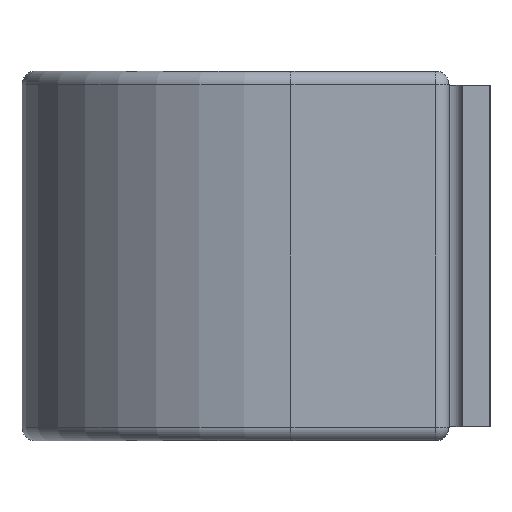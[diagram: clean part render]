
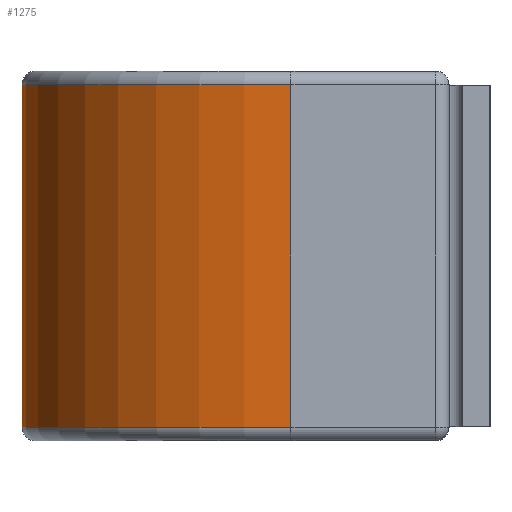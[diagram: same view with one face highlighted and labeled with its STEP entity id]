
A CAD part, left-side view. The second image highlights one B-rep face of the part: STEP entity #1275.
In plain terms, the highlighted cylindrical face has radius 15.011 mm (diameter 30.023 mm), a partial arc.
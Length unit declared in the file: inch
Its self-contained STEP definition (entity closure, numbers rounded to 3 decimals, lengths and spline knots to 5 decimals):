
#107 = EDGE_CURVE ( 'NONE', #1824, #583, #1087, .T. ) ;
#117 = VECTOR ( 'NONE', #255, 39.37008 ) ;
#131 = ORIENTED_EDGE ( 'NONE', *, *, #293, .T. ) ;
#155 = CYLINDRICAL_SURFACE ( 'NONE', #853, 0.591 ) ;
#255 = DIRECTION ( 'NONE',  ( 0., 0., 1. ) ) ;
#263 = AXIS2_PLACEMENT_3D ( 'NONE', #952, #668, #1315 ) ;
#293 = EDGE_CURVE ( 'NONE', #583, #529, #977, .T. ) ;
#296 = CARTESIAN_POINT ( 'NONE',  ( 0.846, 0.43725, -0.37625 ) ) ;
#330 = DIRECTION ( 'NONE',  ( 0., 0., 1. ) ) ;
#341 = AXIS2_PLACEMENT_3D ( 'NONE', #1229, #330, #1382 ) ;
#474 = ORIENTED_EDGE ( 'NONE', *, *, #107, .T. ) ;
#524 = EDGE_CURVE ( 'NONE', #1729, #529, #1386, .T. ) ;
#529 = VERTEX_POINT ( 'NONE', #780 ) ;
#538 = LINE ( 'NONE', #701, #117 ) ;
#558 = DIRECTION ( 'NONE',  ( 0., 0., 1. ) ) ;
#568 = DIRECTION ( 'NONE',  ( 1., 0., 0. ) ) ;
#583 = VERTEX_POINT ( 'NONE', #1085 ) ;
#584 = VECTOR ( 'NONE', #1495, 39.37008 ) ;
#668 = DIRECTION ( 'NONE',  ( 0., 0., 1. ) ) ;
#701 = CARTESIAN_POINT ( 'NONE',  ( 2.028, 0.43725, -0.37625 ) ) ;
#707 = CARTESIAN_POINT ( 'NONE',  ( 1.437, 0.43725, 0.375 ) ) ;
#780 = CARTESIAN_POINT ( 'NONE',  ( 0.846, 0.43725, 0.37625 ) ) ;
#853 = AXIS2_PLACEMENT_3D ( 'NONE', #707, #558, #568 ) ;
#952 = CARTESIAN_POINT ( 'NONE',  ( 1.437, 0.43725, -0.37625 ) ) ;
#977 = LINE ( 'NONE', #296, #584 ) ;
#1085 = CARTESIAN_POINT ( 'NONE',  ( 0.846, 0.43725, -0.37625 ) ) ;
#1087 = CIRCLE ( 'NONE', #263, 0.591 ) ;
#1160 = FACE_OUTER_BOUND ( 'NONE', #1668, .T. ) ;
#1211 = CARTESIAN_POINT ( 'NONE',  ( 2.028, 0.43725, -0.37625 ) ) ;
#1229 = CARTESIAN_POINT ( 'NONE',  ( 1.437, 0.43725, 0.37625 ) ) ;
#1275 = ADVANCED_FACE ( 'NONE', ( #1160 ), #155, .T. ) ;
#1315 = DIRECTION ( 'NONE',  ( 1., 0., 0. ) ) ;
#1382 = DIRECTION ( 'NONE',  ( 1., 0., 0. ) ) ;
#1386 = CIRCLE ( 'NONE', #341, 0.591 ) ;
#1466 = ORIENTED_EDGE ( 'NONE', *, *, #1653, .F. ) ;
#1495 = DIRECTION ( 'NONE',  ( 0., 0., 1. ) ) ;
#1640 = CARTESIAN_POINT ( 'NONE',  ( 2.028, 0.43725, 0.37625 ) ) ;
#1653 = EDGE_CURVE ( 'NONE', #1824, #1729, #538, .T. ) ;
#1668 = EDGE_LOOP ( 'NONE', ( #1466, #474, #131, #1756 ) ) ;
#1729 = VERTEX_POINT ( 'NONE', #1640 ) ;
#1756 = ORIENTED_EDGE ( 'NONE', *, *, #524, .F. ) ;
#1824 = VERTEX_POINT ( 'NONE', #1211 ) ;
